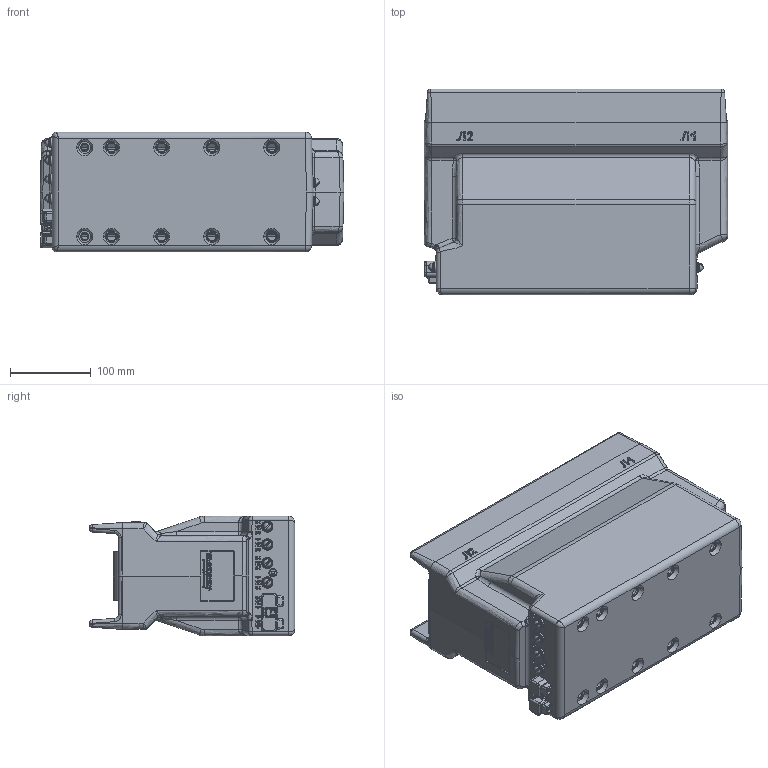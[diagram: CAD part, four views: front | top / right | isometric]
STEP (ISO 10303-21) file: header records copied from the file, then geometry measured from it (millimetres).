
FILE_DESCRIPTION (( 'STEP AP203' ), '1' );
FILE_NAME ('ﾒﾎﾋ-10-Iﾌ-4 (1200-2000)ﾀ.STEP', '2018-01-31T09:44:25', ( '' ), ( '' ), 'SwSTEP 2.0', 'SolidWorks 2010', '' );
FILE_SCHEMA (( 'CONFIG_CONTROL_DESIGN' ));
Products named in the file (1): ﾒﾎﾋ-10-Iﾌ-4 (1200-2000)ﾀ
Bounding box: 375 x 254 x 148 mm (x, y, z)
Surface area: 403099.1 mm2 (no closed solid volume)
Topology: 0 solids, 73 shells, 955 faces, 3968 edges, 3012 vertices
Faces by surface type: plane 394, bspline 170, cone 167, cylinder 166, sphere 44, torus 14
Entity records: 54506 total; most frequent: CARTESIAN_POINT 24708, ORIENTED_EDGE 5777, DIRECTION 5361, EDGE_CURVE 3942, VERTEX_POINT 3012, LINE 2041, VECTOR 2041, AXIS2_PLACEMENT_3D 1660
